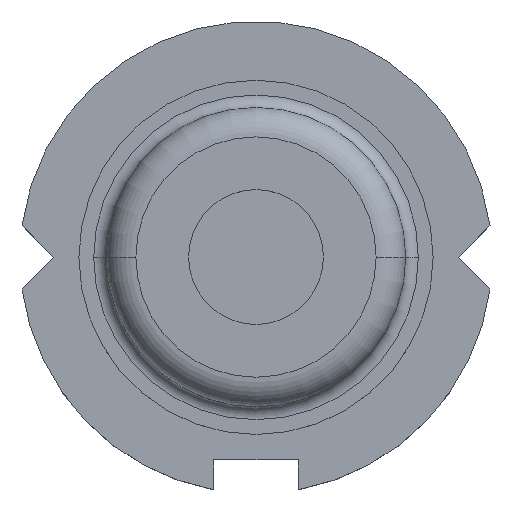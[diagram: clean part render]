
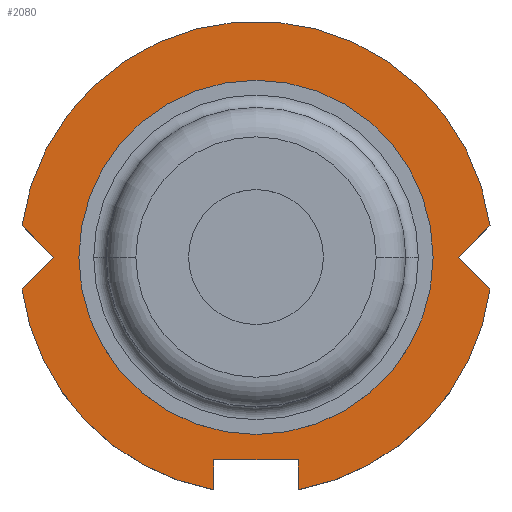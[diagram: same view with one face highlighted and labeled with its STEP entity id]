
A CAD part, top view. The second image highlights one B-rep face of the part: STEP entity #2080.
In plain terms, the highlighted planar face has unit normal (0, 0, 1).
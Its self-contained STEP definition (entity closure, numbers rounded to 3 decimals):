
#2 = CARTESIAN_POINT ( 'NONE',  ( 0., 0., 0. ) ) ;
#16 = LINE ( 'NONE', #474, #1152 ) ;
#28 = CARTESIAN_POINT ( 'NONE',  ( -1.2, -1.2, 0. ) ) ;
#34 = LINE ( 'NONE', #28, #2292 ) ;
#41 = ORIENTED_EDGE ( 'NONE', *, *, #2072, .T. ) ;
#52 = LINE ( 'NONE', #2252, #227 ) ;
#62 = DIRECTION ( 'NONE',  ( 0.707, -0.707, 0. ) ) ;
#64 = CARTESIAN_POINT ( 'NONE',  ( 1.2, 1.2, 0. ) ) ;
#70 = ORIENTED_EDGE ( 'NONE', *, *, #1823, .F. ) ;
#83 = LINE ( 'NONE', #64, #423 ) ;
#88 = CARTESIAN_POINT ( 'NONE',  ( 0.5, -2.755, 0. ) ) ;
#125 = VERTEX_POINT ( 'NONE', #1319 ) ;
#189 = DIRECTION ( 'NONE',  ( 0., -1., 0. ) ) ;
#227 = VECTOR ( 'NONE', #1970, 1000. ) ;
#228 = VERTEX_POINT ( 'NONE', #1301 ) ;
#284 = VERTEX_POINT ( 'NONE', #2456 ) ;
#316 = CARTESIAN_POINT ( 'NONE',  ( -2.1, 0., 0. ) ) ;
#333 = CARTESIAN_POINT ( 'NONE',  ( 0., -2.4, 0. ) ) ;
#337 = LINE ( 'NONE', #333, #856 ) ;
#340 = CARTESIAN_POINT ( 'NONE',  ( -0.5, -2.755, 0. ) ) ;
#381 = AXIS2_PLACEMENT_3D ( 'NONE', #2, #2349, #2535 ) ;
#398 = DIRECTION ( 'NONE',  ( 1., 0., 0. ) ) ;
#406 = VERTEX_POINT ( 'NONE', #1262 ) ;
#423 = VECTOR ( 'NONE', #62, 1000. ) ;
#465 = CARTESIAN_POINT ( 'NONE',  ( 0., 0., 0. ) ) ;
#466 = CARTESIAN_POINT ( 'NONE',  ( 0., 0., 0. ) ) ;
#468 = DIRECTION ( 'NONE',  ( 0.707, 0.707, 0. ) ) ;
#474 = CARTESIAN_POINT ( 'NONE',  ( 1.2, -1.2, 0. ) ) ;
#481 = VERTEX_POINT ( 'NONE', #340 ) ;
#525 = CARTESIAN_POINT ( 'NONE',  ( 2.775, 0.375, 0. ) ) ;
#565 = DIRECTION ( 'NONE',  ( 0., -1., 0. ) ) ;
#583 = ORIENTED_EDGE ( 'NONE', *, *, #1860, .T. ) ;
#657 = ORIENTED_EDGE ( 'NONE', *, *, #1686, .T. ) ;
#663 = DIRECTION ( 'NONE',  ( 0., 0., 1. ) ) ;
#692 = VECTOR ( 'NONE', #189, 1000. ) ;
#707 = DIRECTION ( 'NONE',  ( 1., 0., 0. ) ) ;
#719 = DIRECTION ( 'NONE',  ( 1., 0., 0. ) ) ;
#769 = AXIS2_PLACEMENT_3D ( 'NONE', #2291, #1160, #958 ) ;
#779 = CARTESIAN_POINT ( 'NONE',  ( 0., 0., 0. ) ) ;
#856 = VECTOR ( 'NONE', #398, 1000. ) ;
#921 = ORIENTED_EDGE ( 'NONE', *, *, #1877, .F. ) ;
#958 = DIRECTION ( 'NONE',  ( 1., 0., 0. ) ) ;
#1024 = DIRECTION ( 'NONE',  ( 0., 0., 1. ) ) ;
#1135 = LINE ( 'NONE', #2685, #692 ) ;
#1152 = VECTOR ( 'NONE', #468, 1000. ) ;
#1160 = DIRECTION ( 'NONE',  ( 0., 0., 1. ) ) ;
#1175 = AXIS2_PLACEMENT_3D ( 'NONE', #466, #2399, #719 ) ;
#1202 = CIRCLE ( 'NONE', #1306, 2.1 ) ;
#1226 = DIRECTION ( 'NONE',  ( 1., 0., 0. ) ) ;
#1262 = CARTESIAN_POINT ( 'NONE',  ( -2.775, 0.375, 0. ) ) ;
#1301 = CARTESIAN_POINT ( 'NONE',  ( -2.775, -0.375, 0. ) ) ;
#1306 = AXIS2_PLACEMENT_3D ( 'NONE', #1906, #663, #1226 ) ;
#1319 = CARTESIAN_POINT ( 'NONE',  ( 0.5, -2.4, 0. ) ) ;
#1398 = CIRCLE ( 'NONE', #769, 2.8 ) ;
#1402 = CARTESIAN_POINT ( 'NONE',  ( 2.4, 0., 0. ) ) ;
#1407 = CIRCLE ( 'NONE', #1884, 2.1 ) ;
#1413 = CIRCLE ( 'NONE', #381, 2.8 ) ;
#1451 = ORIENTED_EDGE ( 'NONE', *, *, #1875, .F. ) ;
#1453 = ORIENTED_EDGE ( 'NONE', *, *, #1669, .T. ) ;
#1455 = CIRCLE ( 'NONE', #1175, 2.8 ) ;
#1469 = DIRECTION ( 'NONE',  ( 1., 0., 0. ) ) ;
#1470 = ORIENTED_EDGE ( 'NONE', *, *, #1832, .T. ) ;
#1474 = ORIENTED_EDGE ( 'NONE', *, *, #1833, .F. ) ;
#1487 = ORIENTED_EDGE ( 'NONE', *, *, #1715, .T. ) ;
#1499 = DIRECTION ( 'NONE',  ( -0.707, 0.707, 0. ) ) ;
#1501 = ORIENTED_EDGE ( 'NONE', *, *, #1852, .T. ) ;
#1517 = ORIENTED_EDGE ( 'NONE', *, *, #2074, .F. ) ;
#1526 = CARTESIAN_POINT ( 'NONE',  ( 0.5, 0., 0. ) ) ;
#1539 = FACE_OUTER_BOUND ( 'NONE', #1800, .T. ) ;
#1567 = VERTEX_POINT ( 'NONE', #525 ) ;
#1612 = VECTOR ( 'NONE', #565, 1000. ) ;
#1669 = EDGE_CURVE ( 'NONE', #2532, #1567, #16, .T. ) ;
#1686 = EDGE_CURVE ( 'NONE', #228, #481, #1455, .T. ) ;
#1715 = EDGE_CURVE ( 'NONE', #2524, #125, #337, .T. ) ;
#1747 = VERTEX_POINT ( 'NONE', #316 ) ;
#1769 = CARTESIAN_POINT ( 'NONE',  ( 2.1, 0., 0. ) ) ;
#1771 = FACE_BOUND ( 'NONE', #2487, .T. ) ;
#1800 = EDGE_LOOP ( 'NONE', ( #1470, #657, #921, #1487, #41, #1501, #70, #1453, #583, #1474 ) ) ;
#1811 = CARTESIAN_POINT ( 'NONE',  ( -0.5, -2.4, 0. ) ) ;
#1822 = VERTEX_POINT ( 'NONE', #88 ) ;
#1823 = EDGE_CURVE ( 'NONE', #2532, #1839, #83, .T. ) ;
#1832 = EDGE_CURVE ( 'NONE', #284, #228, #52, .T. ) ;
#1833 = EDGE_CURVE ( 'NONE', #284, #406, #34, .T. ) ;
#1839 = VERTEX_POINT ( 'NONE', #1878 ) ;
#1845 = AXIS2_PLACEMENT_3D ( 'NONE', #465, #1024, #1469 ) ;
#1852 = EDGE_CURVE ( 'NONE', #1822, #1839, #1413, .T. ) ;
#1860 = EDGE_CURVE ( 'NONE', #1567, #406, #1398, .T. ) ;
#1875 = EDGE_CURVE ( 'NONE', #1747, #2581, #1407, .T. ) ;
#1877 = EDGE_CURVE ( 'NONE', #2524, #481, #1135, .T. ) ;
#1878 = CARTESIAN_POINT ( 'NONE',  ( 2.775, -0.375, 0. ) ) ;
#1884 = AXIS2_PLACEMENT_3D ( 'NONE', #779, #2449, #707 ) ;
#1906 = CARTESIAN_POINT ( 'NONE',  ( 0., 0., 0. ) ) ;
#1970 = DIRECTION ( 'NONE',  ( -0.707, -0.707, 0. ) ) ;
#2072 = EDGE_CURVE ( 'NONE', #125, #1822, #2201, .T. ) ;
#2074 = EDGE_CURVE ( 'NONE', #2581, #1747, #1202, .T. ) ;
#2080 = ADVANCED_FACE ( 'NONE', ( #1539, #1771 ), #2357, .T. ) ;
#2201 = LINE ( 'NONE', #1526, #1612 ) ;
#2252 = CARTESIAN_POINT ( 'NONE',  ( -1.2, 1.2, 0. ) ) ;
#2291 = CARTESIAN_POINT ( 'NONE',  ( 0., 0., 0. ) ) ;
#2292 = VECTOR ( 'NONE', #1499, 1000. ) ;
#2349 = DIRECTION ( 'NONE',  ( 0., 0., 1. ) ) ;
#2357 = PLANE ( 'NONE',  #1845 ) ;
#2399 = DIRECTION ( 'NONE',  ( 0., 0., 1. ) ) ;
#2449 = DIRECTION ( 'NONE',  ( 0., 0., 1. ) ) ;
#2456 = CARTESIAN_POINT ( 'NONE',  ( -2.4, 0., 0. ) ) ;
#2487 = EDGE_LOOP ( 'NONE', ( #1451, #1517 ) ) ;
#2524 = VERTEX_POINT ( 'NONE', #1811 ) ;
#2532 = VERTEX_POINT ( 'NONE', #1402 ) ;
#2535 = DIRECTION ( 'NONE',  ( 1., 0., 0. ) ) ;
#2581 = VERTEX_POINT ( 'NONE', #1769 ) ;
#2685 = CARTESIAN_POINT ( 'NONE',  ( -0.5, 0., 0. ) ) ;
